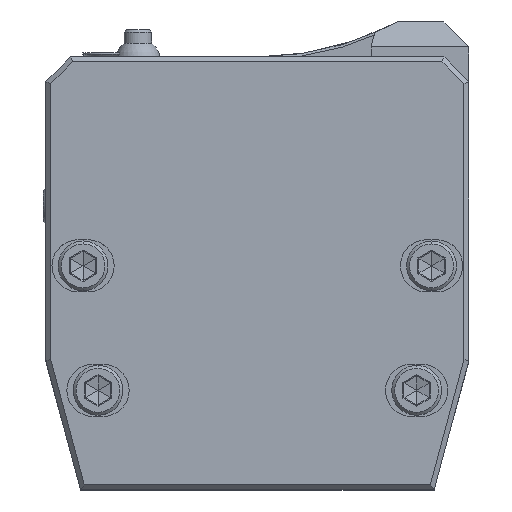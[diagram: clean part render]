
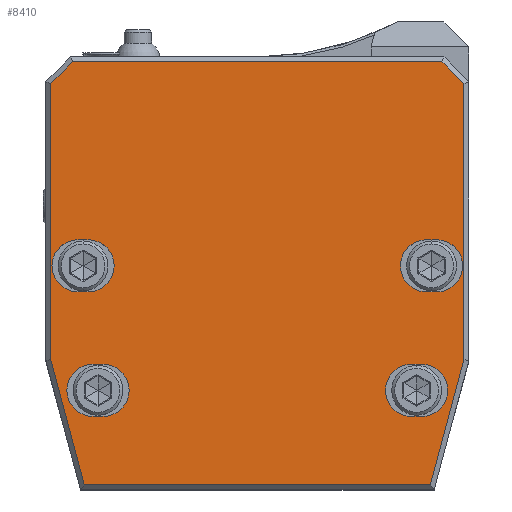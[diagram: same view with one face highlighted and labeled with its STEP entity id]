
A CAD part, top view. The second image highlights one B-rep face of the part: STEP entity #8410.
In plain terms, the highlighted planar face has unit normal (0, 0, 1).
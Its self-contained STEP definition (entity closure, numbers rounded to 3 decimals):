
#1018=DIRECTION('',(1.,0.,0.));
#1019=VECTOR('',#1018,69.532);
#1020=CARTESIAN_POINT('',(-34.766,-11.,15.));
#1021=LINE('',#1020,#1019);
#1022=DIRECTION('',(0.259,-0.966,0.));
#1023=VECTOR('',#1022,26.018);
#1024=CARTESIAN_POINT('',(-41.5,14.132,15.));
#1025=LINE('',#1024,#1023);
#1026=DIRECTION('',(0.,-1.,0.));
#1027=VECTOR('',#1026,55.454);
#1028=CARTESIAN_POINT('',(-41.5,69.586,15.));
#1029=LINE('',#1028,#1027);
#1030=DIRECTION('',(-0.707,-0.707,0.));
#1031=VECTOR('',#1030,6.243);
#1032=CARTESIAN_POINT('',(-37.086,74.,15.));
#1033=LINE('',#1032,#1031);
#1034=DIRECTION('',(-1.,0.,0.));
#1035=VECTOR('',#1034,74.172);
#1036=CARTESIAN_POINT('',(37.086,74.,15.));
#1037=LINE('',#1036,#1035);
#1038=DIRECTION('',(-0.707,0.707,0.));
#1039=VECTOR('',#1038,6.243);
#1040=CARTESIAN_POINT('',(41.5,69.586,15.));
#1041=LINE('',#1040,#1039);
#1042=DIRECTION('',(0.,1.,0.));
#1043=VECTOR('',#1042,55.454);
#1044=CARTESIAN_POINT('',(41.5,14.132,15.));
#1045=LINE('',#1044,#1043);
#1046=DIRECTION('',(0.259,0.966,0.));
#1047=VECTOR('',#1046,26.018);
#1048=CARTESIAN_POINT('',(34.766,-11.,15.));
#1049=LINE('',#1048,#1047);
#1050=CARTESIAN_POINT('',(-36.,33.,15.));
#1051=DIRECTION('',(0.,0.,1.));
#1052=DIRECTION('',(0.,1.,0.));
#1053=AXIS2_PLACEMENT_3D('',#1050,#1051,#1052);
#1055=DIRECTION('',(1.,0.,0.));
#1056=VECTOR('',#1055,2.);
#1057=CARTESIAN_POINT('',(-36.,27.75,15.));
#1058=LINE('',#1057,#1056);
#1059=CARTESIAN_POINT('',(-34.,33.,15.));
#1060=DIRECTION('',(0.,0.,1.));
#1061=DIRECTION('',(0.,-1.,0.));
#1062=AXIS2_PLACEMENT_3D('',#1059,#1060,#1061);
#1064=DIRECTION('',(-1.,0.,0.));
#1065=VECTOR('',#1064,2.);
#1066=CARTESIAN_POINT('',(-34.,38.25,15.));
#1067=LINE('',#1066,#1065);
#1068=CARTESIAN_POINT('',(-33.,8.,15.));
#1069=DIRECTION('',(0.,0.,1.));
#1070=DIRECTION('',(0.,1.,0.));
#1071=AXIS2_PLACEMENT_3D('',#1068,#1069,#1070);
#1073=DIRECTION('',(1.,0.,0.));
#1074=VECTOR('',#1073,2.);
#1075=CARTESIAN_POINT('',(-33.,2.75,15.));
#1076=LINE('',#1075,#1074);
#1077=CARTESIAN_POINT('',(-31.,8.,15.));
#1078=DIRECTION('',(0.,0.,1.));
#1079=DIRECTION('',(0.,-1.,0.));
#1080=AXIS2_PLACEMENT_3D('',#1077,#1078,#1079);
#1082=DIRECTION('',(-1.,0.,0.));
#1083=VECTOR('',#1082,2.);
#1084=CARTESIAN_POINT('',(-31.,13.25,15.));
#1085=LINE('',#1084,#1083);
#1086=DIRECTION('',(-1.,0.,0.));
#1087=VECTOR('',#1086,2.);
#1088=CARTESIAN_POINT('',(36.,38.25,15.));
#1089=LINE('',#1088,#1087);
#1090=CARTESIAN_POINT('',(34.,33.,15.));
#1091=DIRECTION('',(0.,0.,1.));
#1092=DIRECTION('',(0.,1.,0.));
#1093=AXIS2_PLACEMENT_3D('',#1090,#1091,#1092);
#1095=DIRECTION('',(1.,0.,0.));
#1096=VECTOR('',#1095,2.);
#1097=CARTESIAN_POINT('',(34.,27.75,15.));
#1098=LINE('',#1097,#1096);
#1099=CARTESIAN_POINT('',(36.,33.,15.));
#1100=DIRECTION('',(0.,0.,1.));
#1101=DIRECTION('',(0.,-1.,0.));
#1102=AXIS2_PLACEMENT_3D('',#1099,#1100,#1101);
#1104=DIRECTION('',(-1.,0.,0.));
#1105=VECTOR('',#1104,2.);
#1106=CARTESIAN_POINT('',(33.,13.25,15.));
#1107=LINE('',#1106,#1105);
#1108=CARTESIAN_POINT('',(31.,8.,15.));
#1109=DIRECTION('',(0.,0.,1.));
#1110=DIRECTION('',(0.,1.,0.));
#1111=AXIS2_PLACEMENT_3D('',#1108,#1109,#1110);
#1113=DIRECTION('',(1.,0.,0.));
#1114=VECTOR('',#1113,2.);
#1115=CARTESIAN_POINT('',(31.,2.75,15.));
#1116=LINE('',#1115,#1114);
#1117=CARTESIAN_POINT('',(33.,8.,15.));
#1118=DIRECTION('',(0.,0.,1.));
#1119=DIRECTION('',(0.,-1.,0.));
#1120=AXIS2_PLACEMENT_3D('',#1117,#1118,#1119);
#6227=CARTESIAN_POINT('',(-36.,38.25,15.));
#6228=CARTESIAN_POINT('',(-36.,27.75,15.));
#6229=VERTEX_POINT('',#6227);
#6230=VERTEX_POINT('',#6228);
#6231=CARTESIAN_POINT('',(-34.,27.75,15.));
#6232=VERTEX_POINT('',#6231);
#6233=CARTESIAN_POINT('',(-34.,38.25,15.));
#6234=VERTEX_POINT('',#6233);
#6235=CARTESIAN_POINT('',(-33.,13.25,15.));
#6236=CARTESIAN_POINT('',(-33.,2.75,15.));
#6237=VERTEX_POINT('',#6235);
#6238=VERTEX_POINT('',#6236);
#6239=CARTESIAN_POINT('',(-31.,2.75,15.));
#6240=VERTEX_POINT('',#6239);
#6241=CARTESIAN_POINT('',(-31.,13.25,15.));
#6242=VERTEX_POINT('',#6241);
#6243=CARTESIAN_POINT('',(36.,38.25,15.));
#6244=CARTESIAN_POINT('',(34.,38.25,15.));
#6245=VERTEX_POINT('',#6243);
#6246=VERTEX_POINT('',#6244);
#6247=CARTESIAN_POINT('',(34.,27.75,15.));
#6248=VERTEX_POINT('',#6247);
#6249=CARTESIAN_POINT('',(36.,27.75,15.));
#6250=VERTEX_POINT('',#6249);
#6251=CARTESIAN_POINT('',(33.,13.25,15.));
#6252=CARTESIAN_POINT('',(31.,13.25,15.));
#6253=VERTEX_POINT('',#6251);
#6254=VERTEX_POINT('',#6252);
#6255=CARTESIAN_POINT('',(31.,2.75,15.));
#6256=VERTEX_POINT('',#6255);
#6257=CARTESIAN_POINT('',(33.,2.75,15.));
#6258=VERTEX_POINT('',#6257);
#6263=CARTESIAN_POINT('',(-34.766,-11.,15.));
#6264=CARTESIAN_POINT('',(34.766,-11.,15.));
#6265=VERTEX_POINT('',#6263);
#6266=VERTEX_POINT('',#6264);
#6269=CARTESIAN_POINT('',(41.5,14.132,15.));
#6270=VERTEX_POINT('',#6269);
#6273=CARTESIAN_POINT('',(41.5,69.586,15.));
#6274=VERTEX_POINT('',#6273);
#6279=CARTESIAN_POINT('',(37.086,74.,15.));
#6280=CARTESIAN_POINT('',(-37.086,74.,15.));
#6281=VERTEX_POINT('',#6279);
#6282=VERTEX_POINT('',#6280);
#6283=CARTESIAN_POINT('',(-41.5,69.586,15.));
#6284=CARTESIAN_POINT('',(-41.5,14.132,15.));
#6285=VERTEX_POINT('',#6283);
#6286=VERTEX_POINT('',#6284);
#8349=CARTESIAN_POINT('',(0.,-12.,15.));
#8350=DIRECTION('',(0.,0.,1.));
#8351=DIRECTION('',(1.,0.,0.));
#8352=AXIS2_PLACEMENT_3D('',#8349,#8350,#8351);
#8353=PLANE('',#8352);
#8355=ORIENTED_EDGE('',*,*,#8354,.F.);
#8356=ORIENTED_EDGE('',*,*,#8328,.F.);
#8357=ORIENTED_EDGE('',*,*,#8340,.F.);
#8359=ORIENTED_EDGE('',*,*,#8358,.F.);
#8361=ORIENTED_EDGE('',*,*,#8360,.F.);
#8363=ORIENTED_EDGE('',*,*,#8362,.F.);
#8365=ORIENTED_EDGE('',*,*,#8364,.F.);
#8367=ORIENTED_EDGE('',*,*,#8366,.F.);
#8368=EDGE_LOOP('',(#8355,#8356,#8357,#8359,#8361,#8363,#8365,#8367));
#8369=FACE_OUTER_BOUND('',#8368,.F.);
#8371=ORIENTED_EDGE('',*,*,#8370,.T.);
#8373=ORIENTED_EDGE('',*,*,#8372,.T.);
#8375=ORIENTED_EDGE('',*,*,#8374,.T.);
#8377=ORIENTED_EDGE('',*,*,#8376,.T.);
#8378=EDGE_LOOP('',(#8371,#8373,#8375,#8377));
#8379=FACE_BOUND('',#8378,.F.);
#8381=ORIENTED_EDGE('',*,*,#8380,.T.);
#8383=ORIENTED_EDGE('',*,*,#8382,.T.);
#8385=ORIENTED_EDGE('',*,*,#8384,.T.);
#8387=ORIENTED_EDGE('',*,*,#8386,.T.);
#8388=EDGE_LOOP('',(#8381,#8383,#8385,#8387));
#8389=FACE_BOUND('',#8388,.F.);
#8391=ORIENTED_EDGE('',*,*,#8390,.T.);
#8393=ORIENTED_EDGE('',*,*,#8392,.T.);
#8395=ORIENTED_EDGE('',*,*,#8394,.T.);
#8397=ORIENTED_EDGE('',*,*,#8396,.T.);
#8398=EDGE_LOOP('',(#8391,#8393,#8395,#8397));
#8399=FACE_BOUND('',#8398,.F.);
#8401=ORIENTED_EDGE('',*,*,#8400,.T.);
#8403=ORIENTED_EDGE('',*,*,#8402,.T.);
#8405=ORIENTED_EDGE('',*,*,#8404,.T.);
#8407=ORIENTED_EDGE('',*,*,#8406,.T.);
#8408=EDGE_LOOP('',(#8401,#8403,#8405,#8407));
#8409=FACE_BOUND('',#8408,.F.);
#1054=CIRCLE('',#1053,5.25);
#1063=CIRCLE('',#1062,5.25);
#1072=CIRCLE('',#1071,5.25);
#1081=CIRCLE('',#1080,5.25);
#1094=CIRCLE('',#1093,5.25);
#1103=CIRCLE('',#1102,5.25);
#1112=CIRCLE('',#1111,5.25);
#1121=CIRCLE('',#1120,5.25);
#8328=EDGE_CURVE('',#6286,#6265,#1025,.T.);
#8340=EDGE_CURVE('',#6285,#6286,#1029,.T.);
#8354=EDGE_CURVE('',#6265,#6266,#1021,.T.);
#8358=EDGE_CURVE('',#6282,#6285,#1033,.T.);
#8360=EDGE_CURVE('',#6281,#6282,#1037,.T.);
#8362=EDGE_CURVE('',#6274,#6281,#1041,.T.);
#8364=EDGE_CURVE('',#6270,#6274,#1045,.T.);
#8366=EDGE_CURVE('',#6266,#6270,#1049,.T.);
#8370=EDGE_CURVE('',#6229,#6230,#1054,.T.);
#8372=EDGE_CURVE('',#6230,#6232,#1058,.T.);
#8374=EDGE_CURVE('',#6232,#6234,#1063,.T.);
#8376=EDGE_CURVE('',#6234,#6229,#1067,.T.);
#8380=EDGE_CURVE('',#6237,#6238,#1072,.T.);
#8382=EDGE_CURVE('',#6238,#6240,#1076,.T.);
#8384=EDGE_CURVE('',#6240,#6242,#1081,.T.);
#8386=EDGE_CURVE('',#6242,#6237,#1085,.T.);
#8390=EDGE_CURVE('',#6245,#6246,#1089,.T.);
#8392=EDGE_CURVE('',#6246,#6248,#1094,.T.);
#8394=EDGE_CURVE('',#6248,#6250,#1098,.T.);
#8396=EDGE_CURVE('',#6250,#6245,#1103,.T.);
#8400=EDGE_CURVE('',#6253,#6254,#1107,.T.);
#8402=EDGE_CURVE('',#6254,#6256,#1112,.T.);
#8404=EDGE_CURVE('',#6256,#6258,#1116,.T.);
#8406=EDGE_CURVE('',#6258,#6253,#1121,.T.);
#8410=ADVANCED_FACE('',(#8369,#8379,#8389,#8399,#8409),#8353,.T.);
